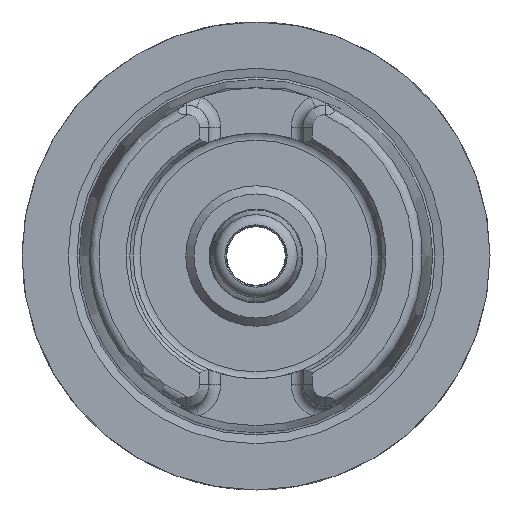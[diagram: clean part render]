
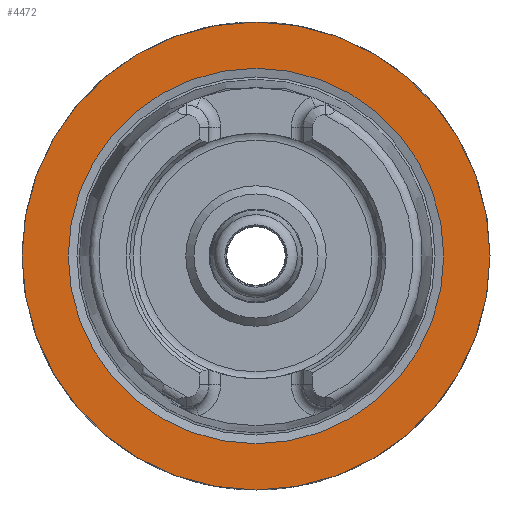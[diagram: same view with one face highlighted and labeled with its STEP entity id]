
A CAD part, left-side view. The second image highlights one B-rep face of the part: STEP entity #4472.
In plain terms, the highlighted planar face has unit normal (-1, 0, 0).
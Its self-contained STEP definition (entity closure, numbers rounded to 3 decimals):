
#3558=CARTESIAN_POINT('',(0.0,20.0,0.0));
#3559=VERTEX_POINT('',#3558);
#3560=CARTESIAN_POINT('',(0.0,0.0,0.0));
#3561=DIRECTION('',(1.0,0.0,0.0));
#3562=DIRECTION('',(0.0,1.0,0.0));
#3563=AXIS2_PLACEMENT_3D('',#3560,#3561,#3562);
#3564=CIRCLE('',#3563,20.0);
#3565=EDGE_CURVE('',#3559,#3559,#3564,.T.);
#4446=CARTESIAN_POINT('',(0.0,16.046,0.0));
#4447=VERTEX_POINT('',#4446);
#4448=CARTESIAN_POINT('',(0.0,0.0,0.0));
#4449=DIRECTION('',(1.0,0.0,0.0));
#4450=DIRECTION('',(0.0,1.0,0.0));
#4451=AXIS2_PLACEMENT_3D('',#4448,#4449,#4450);
#4452=CIRCLE('',#4451,16.046);
#4453=EDGE_CURVE('',#4447,#4447,#4452,.T.);
#4461=CARTESIAN_POINT('',(0.0,18.023,0.0));
#4462=DIRECTION('',(-1.0,0.0,0.0));
#4463=DIRECTION('',(0.0,0.0,1.0));
#4464=AXIS2_PLACEMENT_3D('',#4461,#4462,#4463);
#4465=PLANE('',#4464);
#4466=ORIENTED_EDGE('',*,*,#3565,.F.);
#4467=EDGE_LOOP('',(#4466));
#4468=FACE_OUTER_BOUND('',#4467,.T.);
#4469=ORIENTED_EDGE('',*,*,#4453,.T.);
#4470=EDGE_LOOP('',(#4469));
#4471=FACE_BOUND('',#4470,.T.);
#4472=ADVANCED_FACE('',(#4468,#4471),#4465,.T.);
